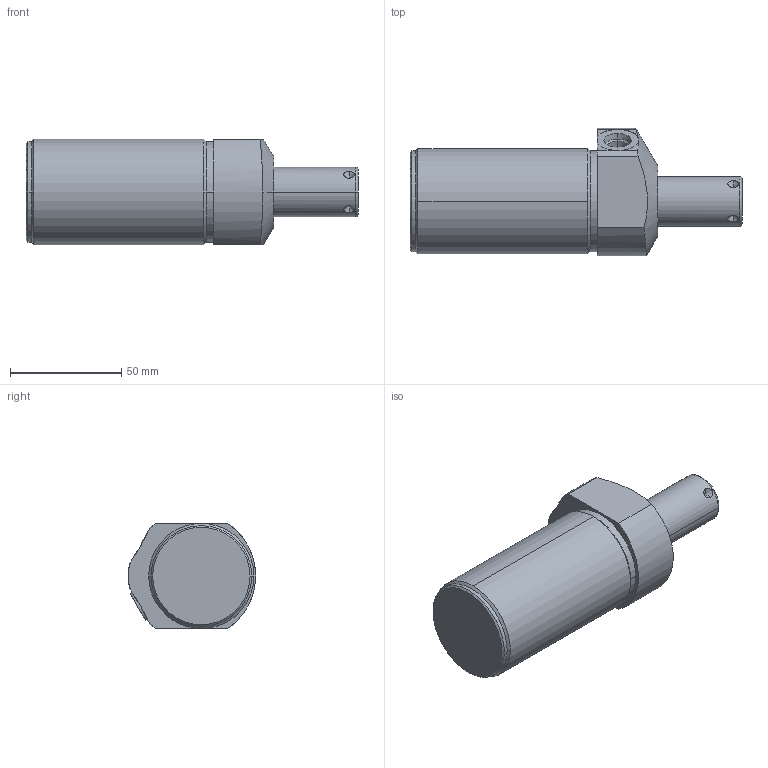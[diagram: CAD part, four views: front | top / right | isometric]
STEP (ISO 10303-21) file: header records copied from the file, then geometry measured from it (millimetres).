
FILE_DESCRIPTION((''),'2;1');
FILE_NAME('ILC15011304L','2021-06-02T',('Asawyer'),(''),'PRO/ENGINEER BY PARAMETRIC TECHNOLOGY CORPORATION, 2013320','PRO/ENGINEER BY PARAMETRIC TECHNOLOGY CORPORATION, 2013320','');
FILE_SCHEMA(('CONFIG_CONTROL_DESIGN'));
Length unit declared in the file: inch
Products named in the file (1): ILC15011304L
Bounding box: 149 x 57.15 x 47.37 mm (x, y, z)
Volume: 213513.8 mm3; surface area: 25880 mm2
Topology: 1 solids, 3 shells, 75 faces, 182 edges, 111 vertices
Faces by surface type: cone 26, cylinder 26, plane 21, torus 2
Entity records: 2370 total; most frequent: CARTESIAN_POINT 613, DIRECTION 368, ORIENTED_EDGE 340, EDGE_CURVE 172, AXIS2_PLACEMENT_3D 150, VERTEX_POINT 111, EDGE_LOOP 85, FACE_OUTER_BOUND 75
